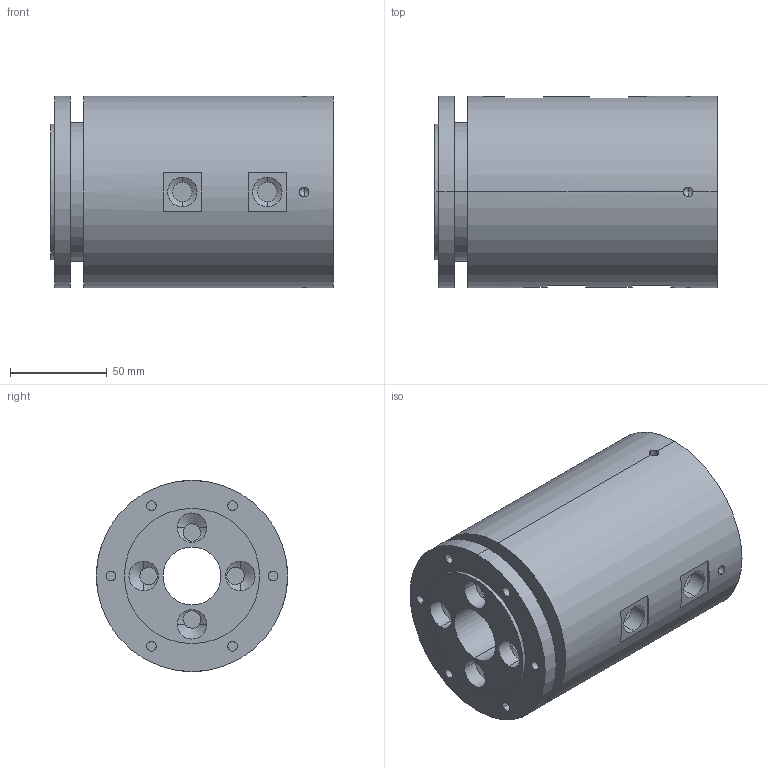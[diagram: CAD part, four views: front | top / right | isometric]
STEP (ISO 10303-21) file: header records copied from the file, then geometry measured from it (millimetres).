
FILE_DESCRIPTION (( 'STEP AP203' ), '1' );
FILE_NAME ('GJ4030-04.STEP', '2020-07-25T07:04:21', ( 'gongcheng1' ), ( '' ), 'SwSTEP 2.0', 'SolidWorks 2014', '' );
FILE_SCHEMA (( 'CONFIG_CONTROL_DESIGN' ));
Length unit declared in the file: millimetre
Products named in the file (1): GJ4030-04
Bounding box: 146 x 99 x 99 mm (x, y, z)
Volume: 949653.4 mm3; surface area: 90461.9 mm2
Topology: 1 solids, 1 shells, 152 faces, 354 edges, 208 vertices
Faces by surface type: cylinder 84, cone 40, plane 28
Entity records: 4755 total; most frequent: CARTESIAN_POINT 1231, DIRECTION 768, ORIENTED_EDGE 660, EDGE_CURVE 330, AXIS2_PLACEMENT_3D 313, VERTEX_POINT 208, EDGE_LOOP 194, CIRCLE 160
